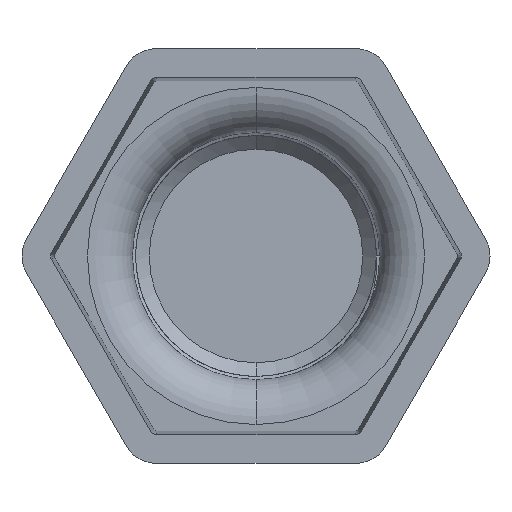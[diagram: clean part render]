
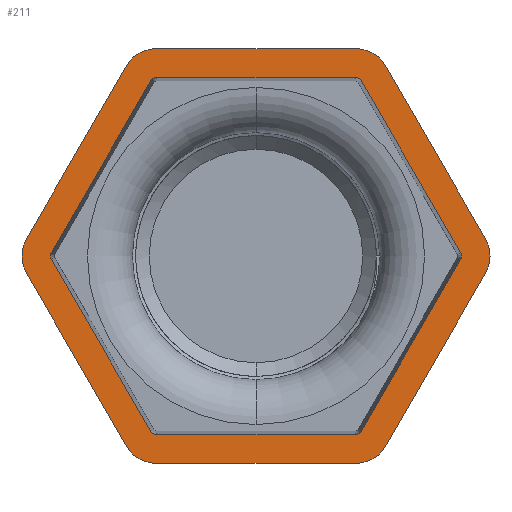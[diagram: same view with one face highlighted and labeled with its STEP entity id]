
A CAD part, front view. The second image highlights one B-rep face of the part: STEP entity #211.
In plain terms, the highlighted planar face has unit normal (0, -1, 0).
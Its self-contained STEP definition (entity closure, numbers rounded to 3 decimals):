
#211=ADVANCED_FACE('',(#520,#521),#522,.F.);
#520=FACE_BOUND('',#1762,.T.);
#521=FACE_OUTER_BOUND('',#1763,.T.);
#522=PLANE('',#1764);
#1762=EDGE_LOOP('',(#3545,#3546,#3547,#3548,#3549,#3550,#3551,#3552,#3553,#3554,#3555,#3556));
#1763=EDGE_LOOP('',(#3557,#3558,#3559,#3560,#3561,#3562,#3563,#3564,#3565,#3566,#3567,#3568));
#1764=AXIS2_PLACEMENT_3D('',#3569,#3570,#3571);
#3545=ORIENTED_EDGE('',*,*,#4189,.T.);
#3546=ORIENTED_EDGE('',*,*,#4190,.T.);
#3547=ORIENTED_EDGE('',*,*,#4191,.T.);
#3548=ORIENTED_EDGE('',*,*,#4192,.T.);
#3549=ORIENTED_EDGE('',*,*,#4193,.T.);
#3550=ORIENTED_EDGE('',*,*,#4194,.T.);
#3551=ORIENTED_EDGE('',*,*,#4195,.T.);
#3552=ORIENTED_EDGE('',*,*,#4196,.T.);
#3553=ORIENTED_EDGE('',*,*,#4197,.T.);
#3554=ORIENTED_EDGE('',*,*,#4198,.T.);
#3555=ORIENTED_EDGE('',*,*,#4199,.T.);
#3556=ORIENTED_EDGE('',*,*,#4200,.T.);
#3557=ORIENTED_EDGE('',*,*,#4169,.F.);
#3558=ORIENTED_EDGE('',*,*,#4188,.F.);
#3559=ORIENTED_EDGE('',*,*,#4187,.F.);
#3560=ORIENTED_EDGE('',*,*,#4185,.F.);
#3561=ORIENTED_EDGE('',*,*,#4183,.F.);
#3562=ORIENTED_EDGE('',*,*,#4181,.F.);
#3563=ORIENTED_EDGE('',*,*,#4179,.F.);
#3564=ORIENTED_EDGE('',*,*,#4177,.F.);
#3565=ORIENTED_EDGE('',*,*,#4175,.F.);
#3566=ORIENTED_EDGE('',*,*,#4173,.F.);
#3567=ORIENTED_EDGE('',*,*,#4171,.F.);
#3568=ORIENTED_EDGE('',*,*,#4105,.F.);
#3569=CARTESIAN_POINT('',(8.833,0.,15.3));
#3570=DIRECTION('',(0.0,1.0,0.));
#3571=DIRECTION('',(0.866,0.,0.5));
#4105=EDGE_CURVE('',#4771,#4769,#4773,.F.);
#4169=EDGE_CURVE('',#4856,#4771,#4858,.T.);
#4171=EDGE_CURVE('',#4769,#4859,#4861,.T.);
#4173=EDGE_CURVE('',#4859,#4862,#4864,.F.);
#4175=EDGE_CURVE('',#4862,#4865,#4867,.T.);
#4177=EDGE_CURVE('',#4865,#4868,#4870,.F.);
#4179=EDGE_CURVE('',#4868,#4871,#4873,.T.);
#4181=EDGE_CURVE('',#4871,#4874,#4876,.F.);
#4183=EDGE_CURVE('',#4874,#4877,#4879,.T.);
#4185=EDGE_CURVE('',#4877,#4880,#4882,.F.);
#4187=EDGE_CURVE('',#4880,#4883,#4885,.T.);
#4188=EDGE_CURVE('',#4883,#4856,#4886,.F.);
#4189=EDGE_CURVE('',#4887,#4888,#4889,.F.);
#4190=EDGE_CURVE('',#4888,#4890,#4891,.T.);
#4191=EDGE_CURVE('',#4890,#4892,#4893,.F.);
#4192=EDGE_CURVE('',#4892,#4894,#4895,.T.);
#4193=EDGE_CURVE('',#4894,#4896,#4897,.F.);
#4194=EDGE_CURVE('',#4896,#4898,#4899,.T.);
#4195=EDGE_CURVE('',#4898,#4900,#4901,.F.);
#4196=EDGE_CURVE('',#4900,#4902,#4903,.T.);
#4197=EDGE_CURVE('',#4902,#4904,#4905,.F.);
#4198=EDGE_CURVE('',#4904,#4906,#4907,.T.);
#4199=EDGE_CURVE('',#4906,#4908,#4909,.F.);
#4200=EDGE_CURVE('',#4908,#4887,#4910,.T.);
#4769=VERTEX_POINT('',#28354);
#4771=VERTEX_POINT('',#28357);
#4773=LINE('',#28360,#28361);
#4856=VERTEX_POINT('',#28488);
#4858=CIRCLE('',#28491,3.158);
#4859=VERTEX_POINT('',#28492);
#4861=CIRCLE('',#28495,3.158);
#4862=VERTEX_POINT('',#28496);
#4864=LINE('',#28499,#28500);
#4865=VERTEX_POINT('',#28501);
#4867=CIRCLE('',#28504,3.158);
#4868=VERTEX_POINT('',#28505);
#4870=LINE('',#28508,#28509);
#4871=VERTEX_POINT('',#28510);
#4873=CIRCLE('',#28513,3.158);
#4874=VERTEX_POINT('',#28514);
#4876=LINE('',#28517,#28518);
#4877=VERTEX_POINT('',#28519);
#4879=CIRCLE('',#28522,3.158);
#4880=VERTEX_POINT('',#28523);
#4882=LINE('',#28526,#28527);
#4883=VERTEX_POINT('',#28528);
#4885=CIRCLE('',#28531,3.158);
#4886=LINE('',#28532,#28533);
#4887=VERTEX_POINT('',#28534);
#4888=VERTEX_POINT('',#28535);
#4889=LINE('',#28536,#28537);
#4890=VERTEX_POINT('',#28538);
#4891=CIRCLE('',#28539,0.614);
#4892=VERTEX_POINT('',#28540);
#4893=LINE('',#28541,#28542);
#4894=VERTEX_POINT('',#28543);
#4895=CIRCLE('',#28544,0.614);
#4896=VERTEX_POINT('',#28545);
#4897=LINE('',#28546,#28547);
#4898=VERTEX_POINT('',#28548);
#4899=CIRCLE('',#28549,0.614);
#4900=VERTEX_POINT('',#28550);
#4901=LINE('',#28551,#28552);
#4902=VERTEX_POINT('',#28553);
#4903=CIRCLE('',#28554,0.614);
#4904=VERTEX_POINT('',#28555);
#4905=LINE('',#28556,#28557);
#4906=VERTEX_POINT('',#28558);
#4907=CIRCLE('',#28559,0.614);
#4908=VERTEX_POINT('',#28560);
#4909=LINE('',#28561,#28562);
#4910=CIRCLE('',#28563,0.614);
#28354=CARTESIAN_POINT('',(20.402,0.,1.579));
#28357=CARTESIAN_POINT('',(11.568,0.,16.879));
#28360=CARTESIAN_POINT('',(11.568,0.,16.879));
#28361=VECTOR('',#29083,1000.0);
#28488=CARTESIAN_POINT('',(8.833,0.,18.458));
#28491=AXIS2_PLACEMENT_3D('',#29183,#29184,#29185);
#28492=CARTESIAN_POINT('',(20.402,0.,-1.579));
#28495=AXIS2_PLACEMENT_3D('',#29187,#29188,#29189);
#28496=CARTESIAN_POINT('',(11.568,0.,-16.879));
#28499=CARTESIAN_POINT('',(24.818,0.,6.071));
#28500=VECTOR('',#29191,1000.0);
#28501=CARTESIAN_POINT('',(8.833,0.,-18.458));
#28504=AXIS2_PLACEMENT_3D('',#29193,#29194,#29195);
#28505=CARTESIAN_POINT('',(-8.833,0.,-18.458));
#28508=CARTESIAN_POINT('',(8.833,0.,-18.458));
#28509=VECTOR('',#29197,1000.0);
#28510=CARTESIAN_POINT('',(-11.568,0.,-16.879));
#28513=AXIS2_PLACEMENT_3D('',#29199,#29200,#29201);
#28514=CARTESIAN_POINT('',(-20.402,0.,-1.579));
#28517=CARTESIAN_POINT('',(-20.402,0.,-1.579));
#28518=VECTOR('',#29203,1000.0);
#28519=CARTESIAN_POINT('',(-20.402,0.,1.579));
#28522=AXIS2_PLACEMENT_3D('',#29205,#29206,#29207);
#28523=CARTESIAN_POINT('',(-11.568,0.,16.879));
#28526=CARTESIAN_POINT('',(-7.151,0.,24.529));
#28527=VECTOR('',#29209,1000.0);
#28528=CARTESIAN_POINT('',(-8.833,0.,18.458));
#28531=AXIS2_PLACEMENT_3D('',#29211,#29212,#29213);
#28532=CARTESIAN_POINT('',(8.833,0.,18.458));
#28533=VECTOR('',#29214,1000.0);
#28534=CARTESIAN_POINT('',(-8.833,0.0,15.914));
#28535=CARTESIAN_POINT('',(8.833,0.0,15.914));
#28536=CARTESIAN_POINT('',(8.833,0.0,15.914));
#28537=VECTOR('',#29215,1000.0);
#28538=CARTESIAN_POINT('',(9.365,0.0,15.607));
#28539=AXIS2_PLACEMENT_3D('',#29216,#29217,#29218);
#28540=CARTESIAN_POINT('',(18.199,0.0,0.307));
#28541=CARTESIAN_POINT('',(9.365,0.0,15.607));
#28542=VECTOR('',#29219,1000.0);
#28543=CARTESIAN_POINT('',(18.199,0.0,-0.307));
#28544=AXIS2_PLACEMENT_3D('',#29220,#29221,#29222);
#28545=CARTESIAN_POINT('',(9.365,0.0,-15.607));
#28546=CARTESIAN_POINT('',(22.616,0.0,7.343));
#28547=VECTOR('',#29223,1000.0);
#28548=CARTESIAN_POINT('',(8.833,0.0,-15.914));
#28549=AXIS2_PLACEMENT_3D('',#29224,#29225,#29226);
#28550=CARTESIAN_POINT('',(-8.833,0.0,-15.914));
#28551=CARTESIAN_POINT('',(8.833,0.0,-15.914));
#28552=VECTOR('',#29227,1000.0);
#28553=CARTESIAN_POINT('',(-9.365,0.0,-15.607));
#28554=AXIS2_PLACEMENT_3D('',#29228,#29229,#29230);
#28555=CARTESIAN_POINT('',(-18.199,0.0,-0.307));
#28556=CARTESIAN_POINT('',(-18.199,0.0,-0.307));
#28557=VECTOR('',#29231,1000.0);
#28558=CARTESIAN_POINT('',(-18.199,0.0,0.307));
#28559=AXIS2_PLACEMENT_3D('',#29232,#29233,#29234);
#28560=CARTESIAN_POINT('',(-9.365,0.0,15.607));
#28561=CARTESIAN_POINT('',(-4.949,0.0,23.257));
#28562=VECTOR('',#29235,1000.0);
#28563=AXIS2_PLACEMENT_3D('',#29236,#29237,#29238);
#29083=DIRECTION('',(-0.5,0.,0.866));
#29183=CARTESIAN_POINT('',(8.833,0.,15.3));
#29184=DIRECTION('',(0.,1.0,0.));
#29185=DIRECTION('',(0.,0.,1.0));
#29187=CARTESIAN_POINT('',(17.667,0.,0.));
#29188=DIRECTION('',(0.,1.0,0.));
#29189=DIRECTION('',(0.,0.,1.0));
#29191=DIRECTION('',(0.5,0.,0.866));
#29193=CARTESIAN_POINT('',(8.833,0.,-15.3));
#29194=DIRECTION('',(0.,1.0,0.));
#29195=DIRECTION('',(0.,0.,1.0));
#29197=DIRECTION('',(1.0,0.,0.));
#29199=CARTESIAN_POINT('',(-8.833,0.,-15.3));
#29200=DIRECTION('',(0.,1.0,0.));
#29201=DIRECTION('',(0.,0.,1.0));
#29203=DIRECTION('',(0.5,0.,-0.866));
#29205=CARTESIAN_POINT('',(-17.667,0.,0.));
#29206=DIRECTION('',(0.0,1.0,0.));
#29207=DIRECTION('',(0.,0.,1.0));
#29209=DIRECTION('',(-0.5,0.,-0.866));
#29211=CARTESIAN_POINT('',(-8.833,0.,15.3));
#29212=DIRECTION('',(0.,1.0,0.));
#29213=DIRECTION('',(0.,0.,1.0));
#29214=DIRECTION('',(-1.0,0.,0.));
#29215=DIRECTION('',(-1.0,0.,0.));
#29216=CARTESIAN_POINT('',(8.833,0.,15.3));
#29217=DIRECTION('',(0.,1.0,0.));
#29218=DIRECTION('',(0.,0.,1.0));
#29219=DIRECTION('',(-0.5,0.,0.866));
#29220=CARTESIAN_POINT('',(17.667,0.,0.));
#29221=DIRECTION('',(0.,1.0,0.));
#29222=DIRECTION('',(0.,0.,1.0));
#29223=DIRECTION('',(0.5,0.,0.866));
#29224=CARTESIAN_POINT('',(8.833,0.,-15.3));
#29225=DIRECTION('',(0.,1.0,0.));
#29226=DIRECTION('',(0.,0.,1.0));
#29227=DIRECTION('',(1.0,0.,0.));
#29228=CARTESIAN_POINT('',(-8.833,0.,-15.3));
#29229=DIRECTION('',(0.,1.0,0.));
#29230=DIRECTION('',(0.,0.,1.0));
#29231=DIRECTION('',(0.5,0.,-0.866));
#29232=CARTESIAN_POINT('',(-17.667,0.,0.));
#29233=DIRECTION('',(0.,1.0,0.));
#29234=DIRECTION('',(0.,0.,1.0));
#29235=DIRECTION('',(-0.5,0.,-0.866));
#29236=CARTESIAN_POINT('',(-8.833,0.,15.3));
#29237=DIRECTION('',(0.,1.0,0.));
#29238=DIRECTION('',(0.,0.,1.0));
